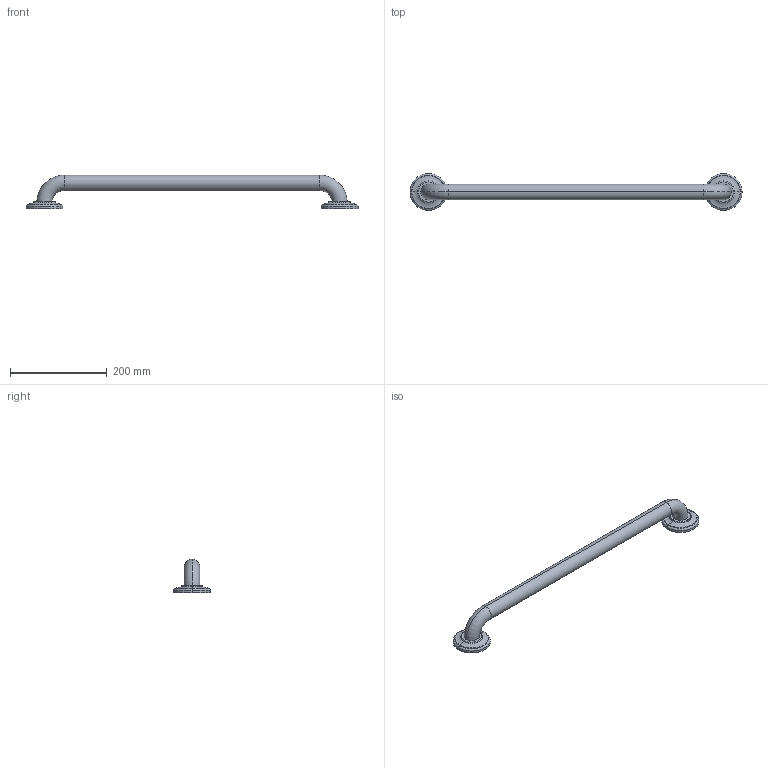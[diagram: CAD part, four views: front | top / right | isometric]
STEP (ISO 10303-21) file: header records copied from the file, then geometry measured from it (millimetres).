
FILE_DESCRIPTION((''),'2;1');
FILE_NAME('2440-3924','2021-07-12T11:59:07',('jinson.thomas'),(''),'CREO PARAMETRIC BY PTC INC, 2018400','CREO PARAMETRIC BY PTC INC, 2018400','');
FILE_SCHEMA(('CONFIG_CONTROL_DESIGN'));
Length unit declared in the file: inch
Products named in the file (1): 2440-3924
Bounding box: 685.8 x 76.2 x 69.85 mm (x, y, z)
Volume: 623585.6 mm3; surface area: 86115.6 mm2
Topology: 1 solids, 1 shells, 48 faces, 94 edges, 52 vertices
Faces by surface type: torus 28, cylinder 14, plane 6
Entity records: 1402 total; most frequent: CARTESIAN_POINT 326, DIRECTION 262, ORIENTED_EDGE 188, AXIS2_PLACEMENT_3D 124, EDGE_CURVE 94, CIRCLE 76, VERTEX_POINT 52, EDGE_LOOP 52
